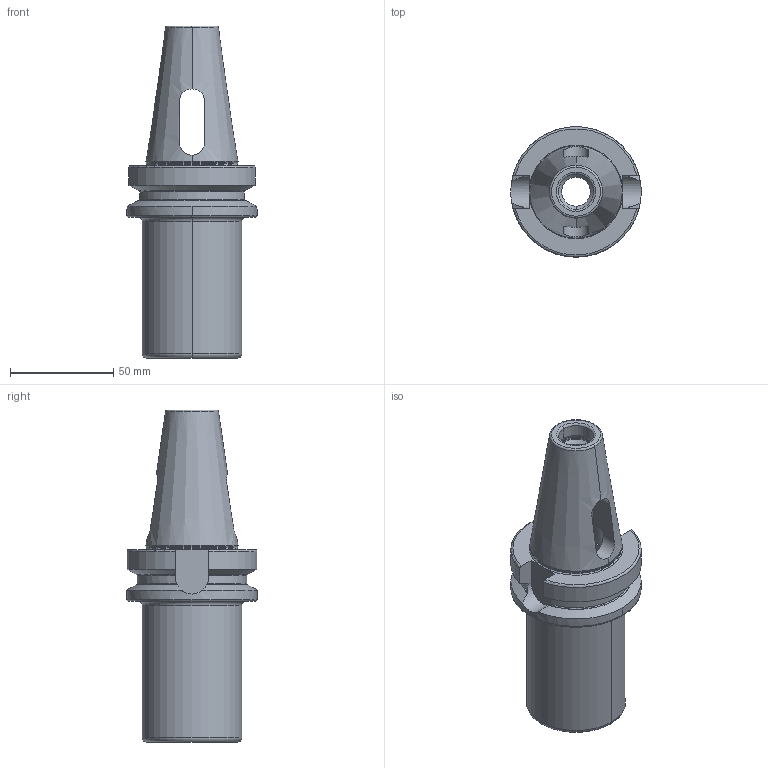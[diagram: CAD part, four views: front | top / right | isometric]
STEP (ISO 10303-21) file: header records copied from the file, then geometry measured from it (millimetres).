
FILE_DESCRIPTION((''),'2;1');
FILE_NAME('405_07_04','2020-07-27T',('101107'),(''),'CREO PARAMETRIC BY PTC INC, 2016260','CREO PARAMETRIC BY PTC INC, 2016260','');
FILE_SCHEMA(('CONFIG_CONTROL_DESIGN'));
Length unit declared in the file: millimetre
Products named in the file (1): 405_07_04
Bounding box: 63 x 63 x 160.4 mm (x, y, z)
Volume: 169520.4 mm3; surface area: 40193.2 mm2
Topology: 1 solids, 1 shells, 91 faces, 236 edges, 146 vertices
Faces by surface type: torus 28, cylinder 26, plane 23, cone 14
Entity records: 3184 total; most frequent: CARTESIAN_POINT 918, DIRECTION 478, ORIENTED_EDGE 472, EDGE_CURVE 236, AXIS2_PLACEMENT_3D 200, VERTEX_POINT 146, CIRCLE 106, EDGE_LOOP 96
